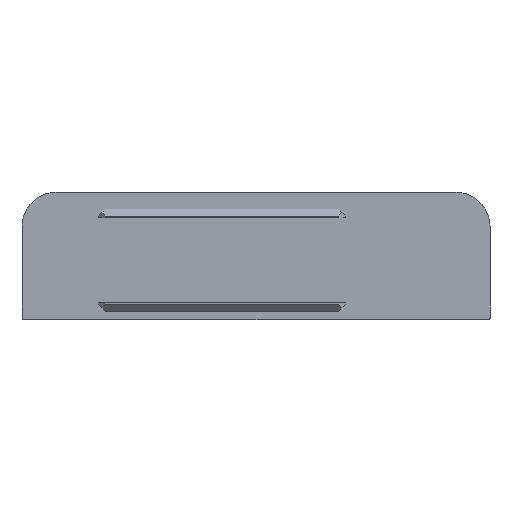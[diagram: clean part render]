
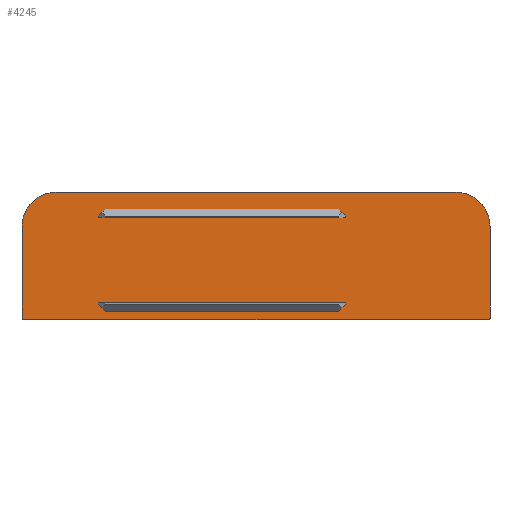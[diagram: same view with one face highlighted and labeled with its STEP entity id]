
A CAD part, front view. The second image highlights one B-rep face of the part: STEP entity #4245.
In plain terms, the highlighted planar face has unit normal (0, -1, 0).
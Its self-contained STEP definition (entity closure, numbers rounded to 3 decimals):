
#3721=CARTESIAN_POINT('POINT227',(25.2,13.5,-19.));
#3722=VERTEX_POINT('VERTEX227',#3721);
#3729=CARTESIAN_POINT('POINT228',(25.,13.5,-18.8));
#3730=VERTEX_POINT('VERTEX228',#3729);
#3731=CARTESIAN_POINT('POS452',(25.2,13.5,-18.8));
#3732=DIRECTION('DIR585',(0.,1.,0.));
#3733=DIRECTION('DIR586',(0.,0.,-1.));
#3734=AXIS2_PLACEMENT_3D('AXIS134',#3731,#3732,#3733);
#3735=CIRCLE('ELLIPSE17',#3734,0.2);
#3736=EDGE_CURVE('EDGE335',#3730,#3722,#3735,.F.);
#3752=CARTESIAN_POINT('POINT229',(25.,13.5,-8.));
#3753=VERTEX_POINT('VERTEX229',#3752);
#3754=CARTESIAN_POINT('POS455',(25.,13.5,-9.5));
#3755=DIRECTION('DIR590',(0.,0.,1.));
#3756=VECTOR('VEC320',#3755,1.);
#3757=LINE('STRAIGHT320',#3754,#3756);
#3758=EDGE_CURVE('EDGE337',#3730,#3753,#3757,.T.);
#3777=CARTESIAN_POINT('POINT230',(29.,13.5,-4.));
#3778=VERTEX_POINT('VERTEX230',#3777);
#3779=CARTESIAN_POINT('POS458',(29.,13.5,-8.));
#3780=DIRECTION('DIR594',(0.,1.,0.));
#3781=DIRECTION('DIR595',(-1.,0.,0.));
#3782=AXIS2_PLACEMENT_3D('AXIS137',#3779,#3780,#3781);
#3783=CIRCLE('ELLIPSE18',#3782,4.);
#3784=EDGE_CURVE('EDGE339',#3778,#3753,#3783,.F.);
#3802=CARTESIAN_POINT('POINT231',(76.,13.5,-4.));
#3803=VERTEX_POINT('VERTEX231',#3802);
#3804=CARTESIAN_POINT('POS461',(12.5,13.5,-4.));
#3805=DIRECTION('DIR599',(1.,0.,0.));
#3806=VECTOR('VEC323',#3805,1.);
#3807=LINE('STRAIGHT323',#3804,#3806);
#3808=EDGE_CURVE('EDGE341',#3778,#3803,#3807,.T.);
#3826=CARTESIAN_POINT('POINT232',(80.,13.5,-8.));
#3827=VERTEX_POINT('VERTEX232',#3826);
#3828=CARTESIAN_POINT('POS464',(76.,13.5,-8.));
#3829=DIRECTION('DIR603',(0.,1.,0.));
#3830=DIRECTION('DIR604',(0.,0.,1.));
#3831=AXIS2_PLACEMENT_3D('AXIS140',#3828,#3829,#3830);
#3832=CIRCLE('ELLIPSE19',#3831,4.);
#3833=EDGE_CURVE('EDGE343',#3827,#3803,#3832,.F.);
#3852=CARTESIAN_POINT('POINT233',(80.,13.5,-18.8));
#3853=VERTEX_POINT('VERTEX233',#3852);
#3854=CARTESIAN_POINT('POS467',(80.,13.5,-2.));
#3855=DIRECTION('DIR608',(0.,0.,-1.));
#3856=VECTOR('VEC326',#3855,1.);
#3857=LINE('STRAIGHT326',#3854,#3856);
#3858=EDGE_CURVE('EDGE345',#3827,#3853,#3857,.T.);
#3874=CARTESIAN_POINT('POINT234',(79.8,13.5,-19.));
#3875=VERTEX_POINT('VERTEX234',#3874);
#3876=CARTESIAN_POINT('POS470',(79.8,13.5,-18.8));
#3877=DIRECTION('DIR612',(0.,1.,0.));
#3878=DIRECTION('DIR613',(0.,0.,-1.));
#3879=AXIS2_PLACEMENT_3D('AXIS143',#3876,#3877,#3878);
#3880=CIRCLE('ELLIPSE20',#3879,0.2);
#3881=EDGE_CURVE('EDGE347',#3875,#3853,#3880,.F.);
#3903=CARTESIAN_POINT('POS473',(40.,13.5,-19.));
#3904=DIRECTION('DIR617',(-1.,0.,0.));
#3905=VECTOR('VEC329',#3904,1.);
#3906=LINE('STRAIGHT329',#3903,#3905);
#3907=EDGE_CURVE('EDGE349',#3875,#3722,#3906,.T.);
#3918=CARTESIAN_POINT('POINT235',(63.,13.5,-7.));
#3919=VERTEX_POINT('VERTEX235',#3918);
#3929=CARTESIAN_POINT('POINT236',(34.,13.5,-7.));
#3930=VERTEX_POINT('VERTEX236',#3929);
#3937=CARTESIAN_POINT('POS477',(17.,13.5,-7.));
#3938=DIRECTION('DIR622',(-1.,0.,0.));
#3939=VECTOR('VEC332',#3938,1.);
#3940=LINE('STRAIGHT332',#3937,#3939);
#3941=EDGE_CURVE('EDGE352',#3930,#3919,#3940,.F.);
#3951=CARTESIAN_POINT('POINT237',(63.,13.5,-6.8));
#3952=VERTEX_POINT('VERTEX237',#3951);
#3961=CARTESIAN_POINT('POS480',(63.,13.5,-3.5));
#3962=DIRECTION('DIR626',(0.,0.,-1.));
#3963=VECTOR('VEC334',#3962,1.);
#3964=LINE('STRAIGHT334',#3961,#3963);
#3965=EDGE_CURVE('EDGE354',#3919,#3952,#3964,.F.);
#3978=CARTESIAN_POINT('POINT238',(62.2,13.5,-6.));
#3979=VERTEX_POINT('VERTEX238',#3978);
#3980=CARTESIAN_POINT('POS482',(45.15,13.5,
   11.05));
#3981=DIRECTION('DIR629',(0.707,0.,
   -0.707));
#3982=VECTOR('VEC335',#3981,1.);
#3983=LINE('STRAIGHT335',#3980,#3982);
#3984=EDGE_CURVE('EDGE355',#3979,#3952,#3983,.T.);
#4000=CARTESIAN_POINT('POINT239',(34.8,13.5,-6.));
#4001=VERTEX_POINT('VERTEX239',#4000);
#4010=CARTESIAN_POINT('POS486',(31.5,13.5,-6.));
#4011=DIRECTION('DIR634',(1.,0.,0.));
#4012=VECTOR('VEC338',#4011,1.);
#4013=LINE('STRAIGHT338',#4010,#4012);
#4014=EDGE_CURVE('EDGE358',#3979,#4001,#4013,.F.);
#4027=CARTESIAN_POINT('POINT240',(34.,13.5,-6.8));
#4028=VERTEX_POINT('VERTEX240',#4027);
#4029=CARTESIAN_POINT('POS488',(27.2,13.5,-13.6));
#4030=DIRECTION('DIR637',(0.707,0.,
   0.707));
#4031=VECTOR('VEC339',#4030,1.);
#4032=LINE('STRAIGHT339',#4029,#4031);
#4033=EDGE_CURVE('EDGE359',#4028,#4001,#4032,.T.);
#4052=CARTESIAN_POINT('POS491',(34.,13.5,-3.));
#4053=DIRECTION('DIR641',(0.,0.,1.));
#4054=VECTOR('VEC341',#4053,1.);
#4055=LINE('STRAIGHT341',#4052,#4054);
#4056=EDGE_CURVE('EDGE361',#4028,#3930,#4055,.F.);
#4066=CARTESIAN_POINT('POINT241',(62.2,13.5,-18.));
#4067=VERTEX_POINT('VERTEX241',#4066);
#4075=CARTESIAN_POINT('POINT242',(34.8,13.5,-18.));
#4076=VERTEX_POINT('VERTEX242',#4075);
#4083=CARTESIAN_POINT('POS495',(17.,13.5,-18.));
#4084=DIRECTION('DIR646',(-1.,0.,0.));
#4085=VECTOR('VEC344',#4084,1.);
#4086=LINE('STRAIGHT344',#4083,#4085);
#4087=EDGE_CURVE('EDGE364',#4076,#4067,#4086,.F.);
#4100=CARTESIAN_POINT('POINT243',(63.,13.5,-17.2));
#4101=VERTEX_POINT('VERTEX243',#4100);
#4102=CARTESIAN_POINT('POS497',(51.55,13.5,
   -28.65));
#4103=DIRECTION('DIR649',(-0.707,0.,
   -0.707));
#4104=VECTOR('VEC345',#4103,1.);
#4105=LINE('STRAIGHT345',#4102,#4104);
#4106=EDGE_CURVE('EDGE365',#4101,#4067,#4105,.T.);
#4122=CARTESIAN_POINT('POINT244',(63.,13.5,-17.));
#4123=VERTEX_POINT('VERTEX244',#4122);
#4132=CARTESIAN_POINT('POS501',(63.,13.5,-9.));
#4133=DIRECTION('DIR654',(0.,0.,-1.));
#4134=VECTOR('VEC348',#4133,1.);
#4135=LINE('STRAIGHT348',#4132,#4134);
#4136=EDGE_CURVE('EDGE368',#4101,#4123,#4135,.F.);
#4146=CARTESIAN_POINT('POINT245',(34.,13.5,-17.));
#4147=VERTEX_POINT('VERTEX245',#4146);
#4158=CARTESIAN_POINT('POS504',(31.5,13.5,-17.));
#4159=DIRECTION('DIR658',(1.,0.,0.));
#4160=VECTOR('VEC350',#4159,1.);
#4161=LINE('STRAIGHT350',#4158,#4160);
#4162=EDGE_CURVE('EDGE370',#4123,#4147,#4161,.F.);
#4172=CARTESIAN_POINT('POINT246',(34.,13.5,-17.2));
#4173=VERTEX_POINT('VERTEX246',#4172);
#4182=CARTESIAN_POINT('POS507',(34.,13.5,-8.5));
#4183=DIRECTION('DIR662',(0.,0.,1.));
#4184=VECTOR('VEC352',#4183,1.);
#4185=LINE('STRAIGHT352',#4182,#4184);
#4186=EDGE_CURVE('EDGE372',#4147,#4173,#4185,.F.);
#4199=CARTESIAN_POINT('POS509',(21.6,13.5,
   -4.8));
#4200=DIRECTION('DIR665',(-0.707,0.,
   0.707));
#4201=VECTOR('VEC353',#4200,1.);
#4202=LINE('STRAIGHT353',#4199,#4201);
#4203=EDGE_CURVE('EDGE373',#4076,#4173,#4202,.T.);
#4214=ORIENTED_EDGE('COEDGE727',*,*,#4203,.T.);
#4215=ORIENTED_EDGE('COEDGE728',*,*,#4186,.F.);
#4216=ORIENTED_EDGE('COEDGE729',*,*,#4162,.F.);
#4217=ORIENTED_EDGE('COEDGE730',*,*,#4136,.F.);
#4218=ORIENTED_EDGE('COEDGE731',*,*,#4106,.T.);
#4219=ORIENTED_EDGE('COEDGE732',*,*,#4087,.F.);
#4220=EDGE_LOOP('NONE',(#4214,#4215,#4216,#4217,#4218,#4219));
#4221=FACE_BOUND('LOOP1',#4220,.T.);
#4222=ORIENTED_EDGE('COEDGE733',*,*,#4056,.F.);
#4223=ORIENTED_EDGE('COEDGE734',*,*,#4033,.T.);
#4224=ORIENTED_EDGE('COEDGE735',*,*,#4014,.F.);
#4225=ORIENTED_EDGE('COEDGE736',*,*,#3984,.T.);
#4226=ORIENTED_EDGE('COEDGE737',*,*,#3965,.F.);
#4227=ORIENTED_EDGE('COEDGE738',*,*,#3941,.F.);
#4228=EDGE_LOOP('NONE',(#4222,#4223,#4224,#4225,#4226,#4227));
#4229=FACE_BOUND('LOOP1',#4228,.T.);
#4230=ORIENTED_EDGE('COEDGE739',*,*,#3907,.F.);
#4231=ORIENTED_EDGE('COEDGE740',*,*,#3881,.T.);
#4232=ORIENTED_EDGE('COEDGE741',*,*,#3858,.F.);
#4233=ORIENTED_EDGE('COEDGE742',*,*,#3833,.T.);
#4234=ORIENTED_EDGE('COEDGE743',*,*,#3808,.F.);
#4235=ORIENTED_EDGE('COEDGE744',*,*,#3784,.T.);
#4236=ORIENTED_EDGE('COEDGE745',*,*,#3758,.F.);
#4237=ORIENTED_EDGE('COEDGE746',*,*,#3736,.T.);
#4238=EDGE_LOOP('NONE',(#4230,#4231,#4232,#4233,#4234,#4235,#4236,#4237)
   );
#4239=FACE_BOUND('LOOP1',#4238,.T.);
#4240=CARTESIAN_POINT('POS511',(0.,13.5,0.));
#4241=DIRECTION('DIR668',(0.,1.,0.));
#4242=DIRECTION('DIR669',(1.,0.,0.));
#4243=AXIS2_PLACEMENT_3D('AXIS158',#4240,#4241,#4242);
#4244=PLANE('PLANE126',#4243);
#4245=ADVANCED_FACE('FACE138',(#4221,#4229,#4239),#4244,.F.);
